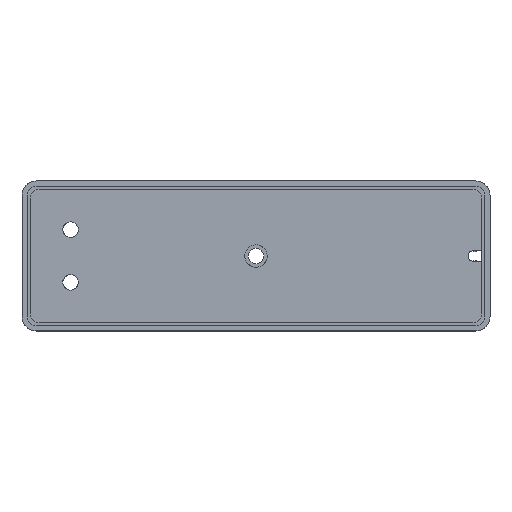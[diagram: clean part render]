
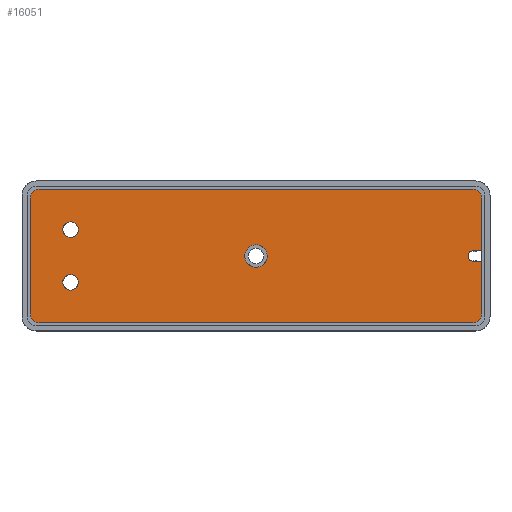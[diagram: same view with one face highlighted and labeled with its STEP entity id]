
A CAD part, top view. The second image highlights one B-rep face of the part: STEP entity #16051.
In plain terms, the highlighted planar face has unit normal (0, 0, 1).
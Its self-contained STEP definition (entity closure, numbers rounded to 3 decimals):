
#173=FACE_BOUND('',#2178,.T.);
#174=FACE_BOUND('',#2179,.T.);
#175=FACE_BOUND('',#2180,.T.);
#180=CIRCLE('',#16071,1.75);
#329=CIRCLE('',#16905,2.6);
#336=CIRCLE('',#17100,2.6);
#341=CIRCLE('',#17116,3.);
#342=CIRCLE('',#17118,3.);
#343=CIRCLE('',#17121,3.);
#344=CIRCLE('',#17124,3.);
#346=CIRCLE('',#17127,3.75);
#1282=FACE_OUTER_BOUND('',#2177,.T.);
#2177=EDGE_LOOP('',(#14471,#14472,#14473,#14474,#14475,#14476,#14477,#14478,
#14479,#14480,#14481,#14482));
#2178=EDGE_LOOP('',(#14483));
#2179=EDGE_LOOP('',(#14484));
#2180=EDGE_LOOP('',(#14485));
#2202=LINE('',#21331,#4218);
#2207=LINE('',#21341,#4223);
#4198=LINE('',#25867,#6214);
#4199=LINE('',#25869,#6215);
#4206=LINE('',#25886,#6222);
#4208=LINE('',#25892,#6224);
#4209=LINE('',#25901,#6225);
#4218=VECTOR('',#17157,2.75);
#4223=VECTOR('',#17164,2.75);
#6214=VECTOR('',#21245,17.45);
#6215=VECTOR('',#21246,17.45);
#6222=VECTOR('',#21263,144.4);
#6224=VECTOR('',#21271,144.4);
#6225=VECTOR('',#21284,38.4);
#6234=VERTEX_POINT('',#21329);
#6235=VERTEX_POINT('',#21330);
#6238=VERTEX_POINT('',#21339);
#6239=VERTEX_POINT('',#21340);
#7707=VERTEX_POINT('',#25481);
#7720=VERTEX_POINT('',#25829);
#7729=VERTEX_POINT('',#25865);
#7730=VERTEX_POINT('',#25868);
#7731=VERTEX_POINT('',#25872);
#7732=VERTEX_POINT('',#25873);
#7733=VERTEX_POINT('',#25878);
#7734=VERTEX_POINT('',#25879);
#7735=VERTEX_POINT('',#25884);
#7736=VERTEX_POINT('',#25890);
#7738=VERTEX_POINT('',#25898);
#7747=EDGE_CURVE('',#6234,#6235,#2202,.T.);
#7752=EDGE_CURVE('',#6238,#6239,#2207,.T.);
#7757=EDGE_CURVE('',#6235,#6238,#180,.T.);
#9821=EDGE_CURVE('',#7707,#7707,#329,.T.);
#9970=EDGE_CURVE('',#7720,#7720,#336,.T.);
#9988=EDGE_CURVE('',#6239,#7729,#4198,.T.);
#9989=EDGE_CURVE('',#7730,#6234,#4199,.T.);
#9991=EDGE_CURVE('',#7731,#7732,#341,.T.);
#9994=EDGE_CURVE('',#7733,#7734,#342,.T.);
#9998=EDGE_CURVE('',#7732,#7735,#4206,.T.);
#9999=EDGE_CURVE('',#7735,#7730,#343,.T.);
#10001=EDGE_CURVE('',#7736,#7733,#4208,.T.);
#10002=EDGE_CURVE('',#7729,#7736,#344,.T.);
#10004=EDGE_CURVE('',#7738,#7738,#346,.T.);
#10005=EDGE_CURVE('',#7734,#7731,#4209,.T.);
#14471=ORIENTED_EDGE('',*,*,#7752,.T.);
#14472=ORIENTED_EDGE('',*,*,#9988,.T.);
#14473=ORIENTED_EDGE('',*,*,#10002,.T.);
#14474=ORIENTED_EDGE('',*,*,#10001,.T.);
#14475=ORIENTED_EDGE('',*,*,#9994,.T.);
#14476=ORIENTED_EDGE('',*,*,#10005,.T.);
#14477=ORIENTED_EDGE('',*,*,#9991,.T.);
#14478=ORIENTED_EDGE('',*,*,#9998,.T.);
#14479=ORIENTED_EDGE('',*,*,#9999,.T.);
#14480=ORIENTED_EDGE('',*,*,#9989,.T.);
#14481=ORIENTED_EDGE('',*,*,#7747,.T.);
#14482=ORIENTED_EDGE('',*,*,#7757,.T.);
#14483=ORIENTED_EDGE('',*,*,#10004,.T.);
#14484=ORIENTED_EDGE('',*,*,#9970,.T.);
#14485=ORIENTED_EDGE('',*,*,#9821,.T.);
#15229=PLANE('',#17129);
#16051=ADVANCED_FACE('',(#1282,#173,#174,#175),#15229,.T.);
#16071=AXIS2_PLACEMENT_3D('',#21349,#17171,#17172);
#16905=AXIS2_PLACEMENT_3D('',#25482,#20672,#20673);
#17100=AXIS2_PLACEMENT_3D('',#25830,#21202,#21203);
#17116=AXIS2_PLACEMENT_3D('',#25874,#21250,#21251);
#17118=AXIS2_PLACEMENT_3D('',#25880,#21256,#21257);
#17121=AXIS2_PLACEMENT_3D('',#25888,#21266,#21267);
#17124=AXIS2_PLACEMENT_3D('',#25894,#21274,#21275);
#17127=AXIS2_PLACEMENT_3D('',#25899,#21280,#21281);
#17129=AXIS2_PLACEMENT_3D('',#25902,#21285,#21286);
#17157=DIRECTION('',(-1.,0.,0.));
#17164=DIRECTION('',(1.,0.,0.));
#17171=DIRECTION('center_axis',(0.,0.,-1.));
#17172=DIRECTION('ref_axis',(0.,1.,0.));
#20672=DIRECTION('center_axis',(0.,0.,-1.));
#20673=DIRECTION('ref_axis',(1.,0.,0.));
#21202=DIRECTION('center_axis',(0.,0.,-1.));
#21203=DIRECTION('ref_axis',(-1.,0.,0.));
#21245=DIRECTION('',(0.,1.,0.));
#21246=DIRECTION('',(0.,1.,0.));
#21250=DIRECTION('center_axis',(0.,0.,1.));
#21251=DIRECTION('ref_axis',(-0.707,-0.707,0.));
#21256=DIRECTION('center_axis',(0.,0.,1.));
#21257=DIRECTION('ref_axis',(-0.707,0.707,0.));
#21263=DIRECTION('',(1.,0.,0.));
#21266=DIRECTION('center_axis',(0.,0.,1.));
#21267=DIRECTION('ref_axis',(0.707,-0.707,0.));
#21271=DIRECTION('',(-1.,0.,0.));
#21274=DIRECTION('center_axis',(0.,0.,1.));
#21275=DIRECTION('ref_axis',(0.707,0.707,0.));
#21280=DIRECTION('center_axis',(0.,0.,-1.));
#21281=DIRECTION('ref_axis',(-1.,0.,0.));
#21284=DIRECTION('',(0.,-1.,0.));
#21285=DIRECTION('center_axis',(0.,0.,1.));
#21286=DIRECTION('ref_axis',(1.,0.,0.));
#21329=CARTESIAN_POINT('',(21.193,-16.075,3.));
#21330=CARTESIAN_POINT('',(18.443,-16.075,3.));
#21331=CARTESIAN_POINT('',(-16.407,-16.075,3.));
#21339=CARTESIAN_POINT('',(18.443,-12.575,3.));
#21340=CARTESIAN_POINT('',(21.193,-12.575,3.));
#21341=CARTESIAN_POINT('',(-17.782,-12.575,3.));
#21349=CARTESIAN_POINT('Origin',(18.443,-14.325,3.));
#25481=CARTESIAN_POINT('',(-118.407,-5.525,3.));
#25482=CARTESIAN_POINT('Origin',(-115.807,-5.525,3.));
#25829=CARTESIAN_POINT('',(-113.207,-23.125,3.));
#25830=CARTESIAN_POINT('Origin',(-115.807,-23.125,3.));
#25865=CARTESIAN_POINT('',(21.193,4.875,3.));
#25867=CARTESIAN_POINT('',(21.193,-25.425,3.));
#25868=CARTESIAN_POINT('',(21.193,-33.525,3.));
#25869=CARTESIAN_POINT('',(21.193,-25.425,3.));
#25872=CARTESIAN_POINT('',(-129.207,-33.525,3.));
#25873=CARTESIAN_POINT('',(-126.207,-36.525,3.));
#25874=CARTESIAN_POINT('Origin',(-126.207,-33.525,3.));
#25878=CARTESIAN_POINT('',(-126.207,7.875,3.));
#25879=CARTESIAN_POINT('',(-129.207,4.875,3.));
#25880=CARTESIAN_POINT('Origin',(-126.207,4.875,3.));
#25884=CARTESIAN_POINT('',(18.193,-36.525,3.));
#25886=CARTESIAN_POINT('',(-91.607,-36.525,3.));
#25888=CARTESIAN_POINT('Origin',(18.193,-33.525,3.));
#25890=CARTESIAN_POINT('',(18.193,7.875,3.));
#25892=CARTESIAN_POINT('',(-16.407,7.875,3.));
#25894=CARTESIAN_POINT('Origin',(18.193,4.875,3.));
#25898=CARTESIAN_POINT('',(-57.723,-14.825,3.));
#25899=CARTESIAN_POINT('Origin',(-54.007,-14.325,3.));
#25901=CARTESIAN_POINT('',(-129.207,-3.225,3.));
#25902=CARTESIAN_POINT('Origin',(-54.007,-14.325,3.));
